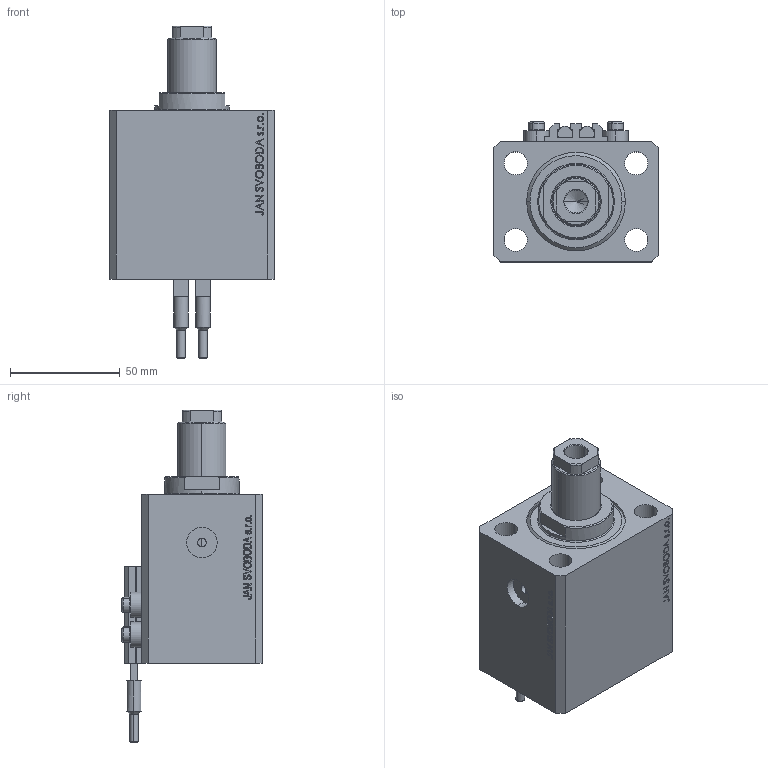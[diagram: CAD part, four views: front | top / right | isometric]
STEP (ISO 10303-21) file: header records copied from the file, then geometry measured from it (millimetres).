
FILE_DESCRIPTION (( 'STEP AP203' ), '1' );
FILE_NAME ('af22.STEP', '2025-11-27T08:40:12', ( '' ), ( '' ), 'SwSTEP 2.0', 'SolidWorks 2019', '' );
FILE_SCHEMA (( 'CONFIG_CONTROL_DESIGN' ));
Length unit declared in the file: millimetre
Products named in the file (6): V250CE_VC_C 138c474a7ff23293b5f88a00ae4aa6d1; ALLEN BOLT V250CE 138c474a7ff23293b5f88a00ae4aa6d1; SWITCH_V250CE 138c474a7ff23293b5f88a00ae4aa6d1; V250CE_C_VCP 138c474a7ff23293b5f88a00ae4aa6d1; V250CE_C_Body 138c474a7ff23293b5f88a00ae4aa6d1; af22
Assembly tree (9 placements, depth 2):
  af22
    V250CE_C_Body 138c474a7ff23293b5f88a00ae4aa6d1
    ALLEN BOLT V250CE 138c474a7ff23293b5f88a00ae4aa6d1  x4
    V250CE_C_VCP 138c474a7ff23293b5f88a00ae4aa6d1
    V250CE_VC_C 138c474a7ff23293b5f88a00ae4aa6d1
    SWITCH_V250CE 138c474a7ff23293b5f88a00ae4aa6d1  x2
Bounding box: 75 x 64 x 151.5 mm (x, y, z)
Volume: 315955.4 mm3; surface area: 72979.3 mm2
Topology: 10 solids, 10 shells, 1096 faces, 2736 edges, 1777 vertices
Faces by surface type: plane 538, bspline 374, cylinder 104, cone 62, torus 18
Entity records: 48341 total; most frequent: CARTESIAN_POINT 26030, ORIENTED_EDGE 5054, DIRECTION 3219, EDGE_CURVE 2527, VERTEX_POINT 1663, LINE 1527, VECTOR 1527, EDGE_LOOP 1120
